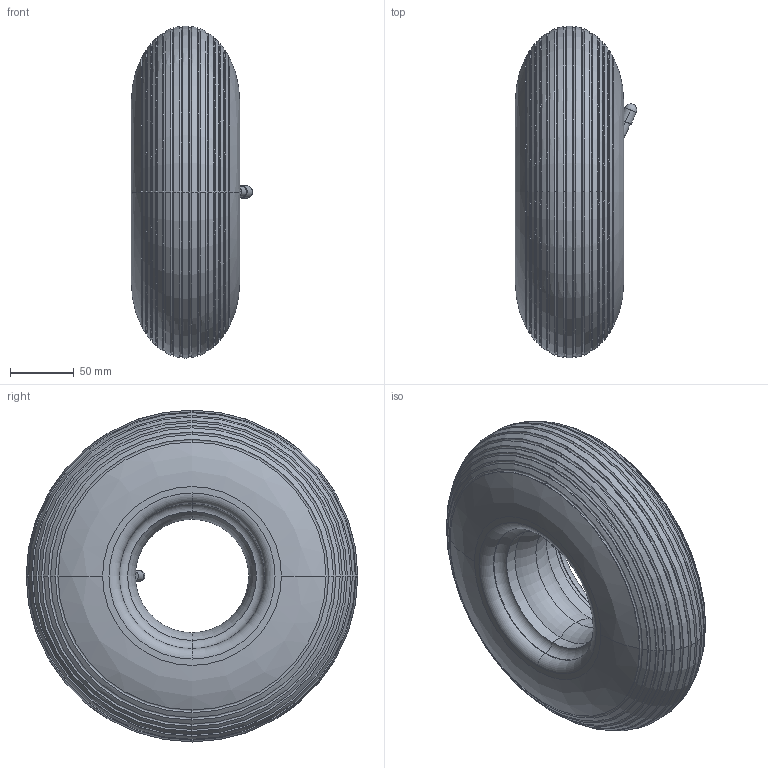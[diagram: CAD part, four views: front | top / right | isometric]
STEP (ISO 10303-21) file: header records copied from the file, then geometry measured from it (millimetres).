
FILE_DESCRIPTION (( 'STEP AP214' ), '1' );
FILE_NAME ('0023819.step', '2022-12-07T12:15:16', ( '' ), ( '' ), 'SwSTEP 2.0', 'SolidWorks 2020', '' );
FILE_SCHEMA (( 'AUTOMOTIVE_DESIGN' ));
Length unit declared in the file: millimetre
Products named in the file (1): 0023819
Bounding box: 95.15 x 259.82 x 259.98 mm (x, y, z)
Volume: 334585.5 mm3; surface area: 299653.5 mm2
Topology: 2 solids, 3 shells, 143 faces, 347 edges, 210 vertices
Faces by surface type: torus 90, bspline 32, cylinder 14, plane 6, sphere 1
Entity records: 6390 total; most frequent: CARTESIAN_POINT 1402, DIRECTION 834, ORIENTED_EDGE 688, AXIS2_PLACEMENT_3D 410, EDGE_CURVE 344, CIRCLE 298, VERTEX_POINT 208, EDGE_LOOP 148
